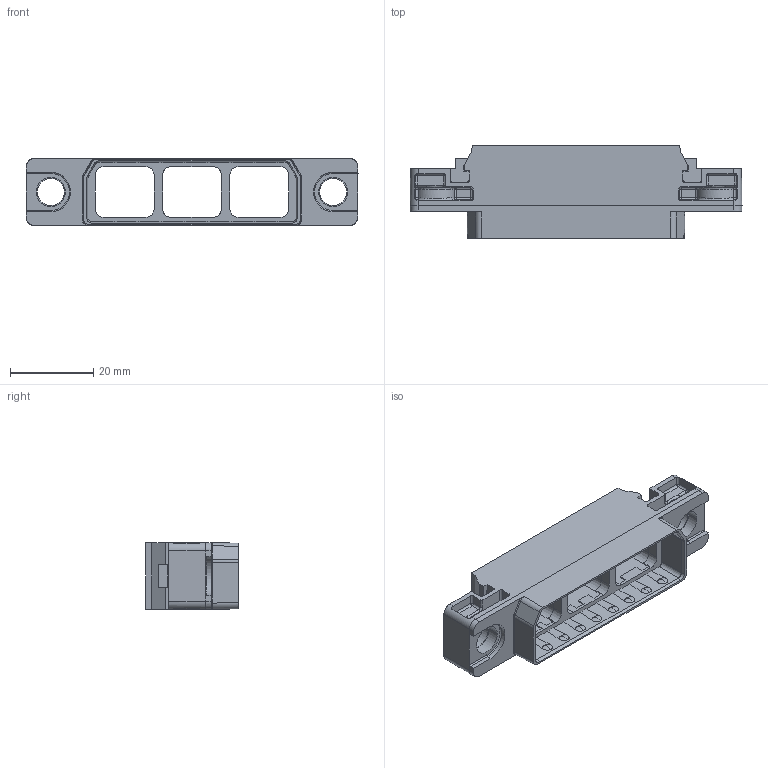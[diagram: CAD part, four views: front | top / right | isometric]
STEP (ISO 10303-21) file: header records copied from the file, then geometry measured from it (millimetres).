
FILE_DESCRIPTION((''),'2;1');
FILE_NAME('3365_7001_303','2022-03-21T',('awanschoor'),(''),'CREO PARAMETRIC BY PTC INC, 2018360','CREO PARAMETRIC BY PTC INC, 2018360','');
FILE_SCHEMA(('CONFIG_CONTROL_DESIGN'));
Length unit declared in the file: millimetre
Products named in the file (1): 3365_7001_303
Bounding box: 79.95 x 22.25 x 16.1 mm (x, y, z)
Volume: 6610.5 mm3; surface area: 9438.3 mm2
Topology: 4 solids, 4 shells, 1199 faces, 3245 edges, 2072 vertices
Faces by surface type: plane 743, cylinder 138, extrusion 122, cone 84, sphere 64, bspline 38, torus 10
Entity records: 40334 total; most frequent: CARTESIAN_POINT 11091, ORIENTED_EDGE 6426, DIRECTION 5351, EDGE_CURVE 3213, VECTOR 2449, LINE 2327, VERTEX_POINT 2072, AXIS2_PLACEMENT_3D 1451
